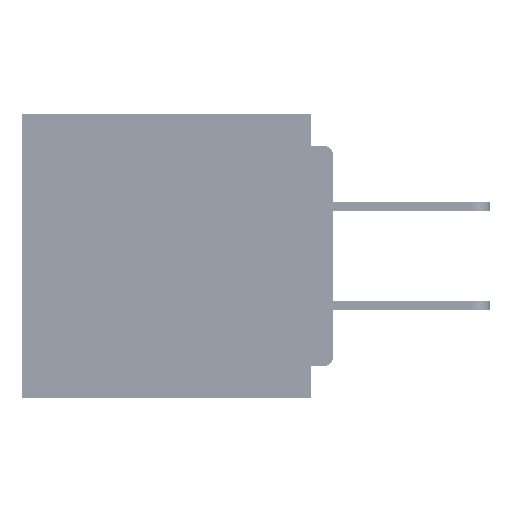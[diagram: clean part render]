
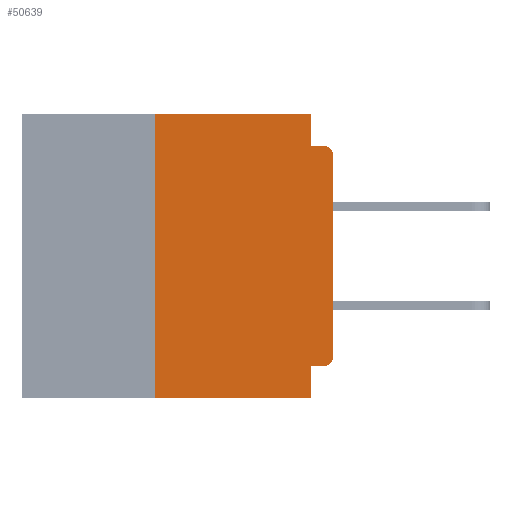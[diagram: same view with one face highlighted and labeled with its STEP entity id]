
A CAD part, left-side view. The second image highlights one B-rep face of the part: STEP entity #50639.
In plain terms, the highlighted planar face has unit normal (-1, 0, 0).
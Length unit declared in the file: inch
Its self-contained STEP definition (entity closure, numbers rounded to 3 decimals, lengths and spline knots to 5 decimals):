
#155 = EDGE_CURVE ( 'NONE', #31421, #53542, #42250, .T. ) ;
#2167 = VECTOR ( 'NONE', #9490, 39.37008 ) ;
#2204 = CARTESIAN_POINT ( 'NONE',  ( 0., 0.437, -0.4 ) ) ;
#2448 = ORIENTED_EDGE ( 'NONE', *, *, #27739, .T. ) ;
#3451 = CARTESIAN_POINT ( 'NONE',  ( 0., 0., -0.06 ) ) ;
#4479 = DIRECTION ( 'NONE',  ( 0., -1., 0. ) ) ;
#4497 = CARTESIAN_POINT ( 'NONE',  ( 0., 0.437, 0. ) ) ;
#5185 = VECTOR ( 'NONE', #50404, 39.37008 ) ;
#5873 = VERTEX_POINT ( 'NONE', #20112 ) ;
#6340 = ORIENTED_EDGE ( 'NONE', *, *, #155, .F. ) ;
#7212 = CARTESIAN_POINT ( 'NONE',  ( 0., 0.015, -0.045 ) ) ;
#7382 = CARTESIAN_POINT ( 'NONE',  ( 0., 0., 0. ) ) ;
#7546 = CARTESIAN_POINT ( 'NONE',  ( 0., 0.031, 0. ) ) ;
#7969 = EDGE_CURVE ( 'NONE', #61261, #26800, #37637, .T. ) ;
#9490 = DIRECTION ( 'NONE',  ( 0., 0., -1. ) ) ;
#10085 = DIRECTION ( 'NONE',  ( -1., 0., 0. ) ) ;
#10154 = DIRECTION ( 'NONE',  ( 0., -1., 0. ) ) ;
#10526 = VECTOR ( 'NONE', #37381, 39.37008 ) ;
#10682 = CARTESIAN_POINT ( 'NONE',  ( 0., 0., -0.34 ) ) ;
#10890 = EDGE_CURVE ( 'NONE', #53542, #54441, #40470, .T. ) ;
#12464 = VECTOR ( 'NONE', #62027, 39.37008 ) ;
#13448 = CARTESIAN_POINT ( 'NONE',  ( 0., 0.015, -0.34 ) ) ;
#13563 = EDGE_CURVE ( 'NONE', #26800, #5873, #55255, .T. ) ;
#14341 = CARTESIAN_POINT ( 'NONE',  ( 0., 0.031, -0.045 ) ) ;
#14589 = CARTESIAN_POINT ( 'NONE',  ( 0., 0., -0.045 ) ) ;
#14608 = DIRECTION ( 'NONE',  ( 1., 0., 0. ) ) ;
#15417 = ORIENTED_EDGE ( 'NONE', *, *, #32291, .T. ) ;
#17226 = CARTESIAN_POINT ( 'NONE',  ( 0., 0., -0.355 ) ) ;
#18503 = DIRECTION ( 'NONE',  ( 0., 0., -1. ) ) ;
#18539 = LINE ( 'NONE', #60224, #5185 ) ;
#19499 = EDGE_CURVE ( 'NONE', #23799, #31421, #59069, .T. ) ;
#19536 = DIRECTION ( 'NONE',  ( 0., 0., -1. ) ) ;
#19676 = ORIENTED_EDGE ( 'NONE', *, *, #19499, .F. ) ;
#20112 = CARTESIAN_POINT ( 'NONE',  ( 0., 0.031, -0.4 ) ) ;
#20900 = ORIENTED_EDGE ( 'NONE', *, *, #10890, .F. ) ;
#23172 = LINE ( 'NONE', #2204, #10526 ) ;
#23799 = VERTEX_POINT ( 'NONE', #45819 ) ;
#24620 = CARTESIAN_POINT ( 'NONE',  ( 0., 0.031, -0.4 ) ) ;
#24878 = AXIS2_PLACEMENT_3D ( 'NONE', #40166, #10085, #45147 ) ;
#25050 = EDGE_CURVE ( 'NONE', #47273, #23799, #18539, .T. ) ;
#26133 = EDGE_LOOP ( 'NONE', ( #15417, #54806, #20900, #6340, #19676, #26744, #2448, #28721, #57247, #43339 ) ) ;
#26744 = ORIENTED_EDGE ( 'NONE', *, *, #25050, .F. ) ;
#26800 = VERTEX_POINT ( 'NONE', #54846 ) ;
#27739 = EDGE_CURVE ( 'NONE', #47273, #5873, #23172, .T. ) ;
#28715 = VECTOR ( 'NONE', #19536, 39.37008 ) ;
#28721 = ORIENTED_EDGE ( 'NONE', *, *, #13563, .F. ) ;
#29479 = CIRCLE ( 'NONE', #60625, 0.015 ) ;
#31398 = VERTEX_POINT ( 'NONE', #3451 ) ;
#31421 = VERTEX_POINT ( 'NONE', #33797 ) ;
#32291 = EDGE_CURVE ( 'NONE', #59476, #31398, #55731, .T. ) ;
#33797 = CARTESIAN_POINT ( 'NONE',  ( 0., 0.031, 0. ) ) ;
#36207 = FACE_OUTER_BOUND ( 'NONE', #26133, .T. ) ;
#37264 = CARTESIAN_POINT ( 'NONE',  ( 0., 0.015, -0.355 ) ) ;
#37381 = DIRECTION ( 'NONE',  ( 0., -1., 0. ) ) ;
#37637 = LINE ( 'NONE', #17226, #12464 ) ;
#39660 = CARTESIAN_POINT ( 'NONE',  ( 0., 0.25, -0.4 ) ) ;
#40110 = CIRCLE ( 'NONE', #24878, 0.015 ) ;
#40166 = CARTESIAN_POINT ( 'NONE',  ( 0., 0.015, -0.06 ) ) ;
#40470 = LINE ( 'NONE', #14589, #53646 ) ;
#42250 = LINE ( 'NONE', #7546, #2167 ) ;
#43339 = ORIENTED_EDGE ( 'NONE', *, *, #53441, .T. ) ;
#44078 = VECTOR ( 'NONE', #62244, 39.37008 ) ;
#45147 = DIRECTION ( 'NONE',  ( 0., 0., -1. ) ) ;
#45214 = CARTESIAN_POINT ( 'NONE',  ( 0., 0.437, 0. ) ) ;
#45819 = CARTESIAN_POINT ( 'NONE',  ( 0., 0.25, 0. ) ) ;
#45899 = VECTOR ( 'NONE', #10154, 39.37008 ) ;
#47273 = VERTEX_POINT ( 'NONE', #39660 ) ;
#48494 = DIRECTION ( 'NONE',  ( -1., 0., 0. ) ) ;
#49597 = DIRECTION ( 'NONE',  ( 0., 0., -1. ) ) ;
#50404 = DIRECTION ( 'NONE',  ( 0., 0., 1. ) ) ;
#50639 = ADVANCED_FACE ( 'NONE', ( #36207 ), #64398, .F. ) ;
#53441 = EDGE_CURVE ( 'NONE', #61261, #59476, #29479, .T. ) ;
#53542 = VERTEX_POINT ( 'NONE', #14341 ) ;
#53646 = VECTOR ( 'NONE', #4479, 39.37008 ) ;
#54441 = VERTEX_POINT ( 'NONE', #7212 ) ;
#54806 = ORIENTED_EDGE ( 'NONE', *, *, #57748, .T. ) ;
#54846 = CARTESIAN_POINT ( 'NONE',  ( 0., 0.031, -0.355 ) ) ;
#55255 = LINE ( 'NONE', #24620, #28715 ) ;
#55731 = LINE ( 'NONE', #7382, #44078 ) ;
#57247 = ORIENTED_EDGE ( 'NONE', *, *, #7969, .F. ) ;
#57748 = EDGE_CURVE ( 'NONE', #31398, #54441, #40110, .T. ) ;
#58388 = AXIS2_PLACEMENT_3D ( 'NONE', #4497, #14608, #49597 ) ;
#59069 = LINE ( 'NONE', #45214, #45899 ) ;
#59476 = VERTEX_POINT ( 'NONE', #10682 ) ;
#60224 = CARTESIAN_POINT ( 'NONE',  ( 0., 0.25, -0.4 ) ) ;
#60625 = AXIS2_PLACEMENT_3D ( 'NONE', #13448, #48494, #18503 ) ;
#61261 = VERTEX_POINT ( 'NONE', #37264 ) ;
#62027 = DIRECTION ( 'NONE',  ( 0., 1., 0. ) ) ;
#62244 = DIRECTION ( 'NONE',  ( 0., 0., 1. ) ) ;
#64398 = PLANE ( 'NONE',  #58388 ) ;
